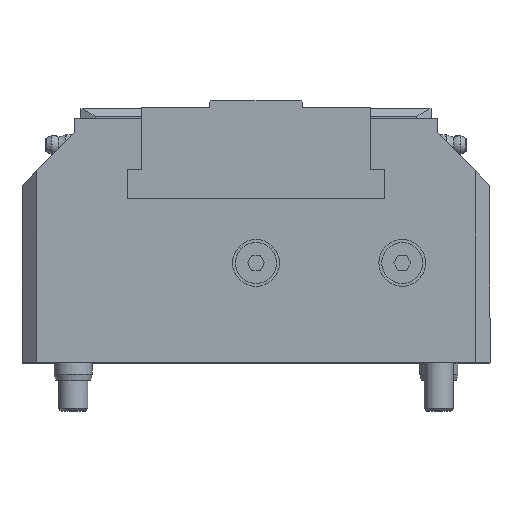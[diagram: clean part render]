
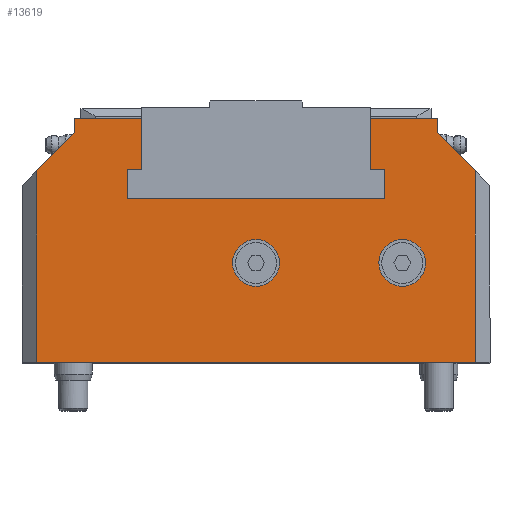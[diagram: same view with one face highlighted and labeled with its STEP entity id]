
A CAD part, top view. The second image highlights one B-rep face of the part: STEP entity #13619.
In plain terms, the highlighted face is planar.
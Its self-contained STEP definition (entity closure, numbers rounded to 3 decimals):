
#497=FACE_BOUND('',#2671,.T.);
#498=FACE_BOUND('',#2672,.T.);
#628=PLANE('',#14595);
#1872=FACE_OUTER_BOUND('',#2670,.T.);
#2670=EDGE_LOOP('',(#9642,#9643,#9644,#9645,#9646,#9647,#9648,#9649,#9650,
#9651,#9652,#9653,#9654,#9655,#9656,#9657));
#2671=EDGE_LOOP('',(#9658));
#2672=EDGE_LOOP('',(#9659));
#3599=LINE('',#19826,#4739);
#3600=LINE('',#19828,#4740);
#3601=LINE('',#19830,#4741);
#3602=LINE('',#19832,#4742);
#3603=LINE('',#19834,#4743);
#3604=LINE('',#19836,#4744);
#3605=LINE('',#19838,#4745);
#3606=LINE('',#19840,#4746);
#3607=LINE('',#19842,#4747);
#3608=LINE('',#19844,#4748);
#3609=LINE('',#19846,#4749);
#3610=LINE('',#19848,#4750);
#3611=LINE('',#19850,#4751);
#3612=LINE('',#19852,#4752);
#3613=LINE('',#19854,#4753);
#3614=LINE('',#19855,#4754);
#4739=VECTOR('',#15967,10.);
#4740=VECTOR('',#15968,10.);
#4741=VECTOR('',#15969,10.);
#4742=VECTOR('',#15970,10.);
#4743=VECTOR('',#15971,10.);
#4744=VECTOR('',#15972,10.);
#4745=VECTOR('',#15973,10.);
#4746=VECTOR('',#15974,10.);
#4747=VECTOR('',#15975,10.);
#4748=VECTOR('',#15976,10.);
#4749=VECTOR('',#15977,10.);
#4750=VECTOR('',#15978,10.);
#4751=VECTOR('',#15979,10.);
#4752=VECTOR('',#15980,10.);
#4753=VECTOR('',#15981,10.);
#4754=VECTOR('',#15982,10.);
#5881=CIRCLE('',#14596,8.);
#5882=CIRCLE('',#14597,8.);
#6429=VERTEX_POINT('',#19824);
#6430=VERTEX_POINT('',#19825);
#6431=VERTEX_POINT('',#19827);
#6432=VERTEX_POINT('',#19829);
#6433=VERTEX_POINT('',#19831);
#6434=VERTEX_POINT('',#19833);
#6435=VERTEX_POINT('',#19835);
#6436=VERTEX_POINT('',#19837);
#6437=VERTEX_POINT('',#19839);
#6438=VERTEX_POINT('',#19841);
#6439=VERTEX_POINT('',#19843);
#6440=VERTEX_POINT('',#19845);
#6441=VERTEX_POINT('',#19847);
#6442=VERTEX_POINT('',#19849);
#6443=VERTEX_POINT('',#19851);
#6444=VERTEX_POINT('',#19853);
#6445=VERTEX_POINT('',#19856);
#6446=VERTEX_POINT('',#19858);
#7701=EDGE_CURVE('',#6429,#6430,#3599,.T.);
#7702=EDGE_CURVE('',#6430,#6431,#3600,.T.);
#7703=EDGE_CURVE('',#6431,#6432,#3601,.T.);
#7704=EDGE_CURVE('',#6432,#6433,#3602,.T.);
#7705=EDGE_CURVE('',#6433,#6434,#3603,.T.);
#7706=EDGE_CURVE('',#6435,#6434,#3604,.T.);
#7707=EDGE_CURVE('',#6436,#6435,#3605,.T.);
#7708=EDGE_CURVE('',#6437,#6436,#3606,.T.);
#7709=EDGE_CURVE('',#6437,#6438,#3607,.T.);
#7710=EDGE_CURVE('',#6439,#6438,#3608,.T.);
#7711=EDGE_CURVE('',#6440,#6439,#3609,.T.);
#7712=EDGE_CURVE('',#6441,#6440,#3610,.T.);
#7713=EDGE_CURVE('',#6441,#6442,#3611,.T.);
#7714=EDGE_CURVE('',#6443,#6442,#3612,.T.);
#7715=EDGE_CURVE('',#6444,#6443,#3613,.T.);
#7716=EDGE_CURVE('',#6444,#6429,#3614,.T.);
#7717=EDGE_CURVE('',#6445,#6445,#5881,.T.);
#7718=EDGE_CURVE('',#6446,#6446,#5882,.T.);
#9642=ORIENTED_EDGE('',*,*,#7701,.T.);
#9643=ORIENTED_EDGE('',*,*,#7702,.T.);
#9644=ORIENTED_EDGE('',*,*,#7703,.T.);
#9645=ORIENTED_EDGE('',*,*,#7704,.T.);
#9646=ORIENTED_EDGE('',*,*,#7705,.T.);
#9647=ORIENTED_EDGE('',*,*,#7706,.F.);
#9648=ORIENTED_EDGE('',*,*,#7707,.F.);
#9649=ORIENTED_EDGE('',*,*,#7708,.F.);
#9650=ORIENTED_EDGE('',*,*,#7709,.T.);
#9651=ORIENTED_EDGE('',*,*,#7710,.F.);
#9652=ORIENTED_EDGE('',*,*,#7711,.F.);
#9653=ORIENTED_EDGE('',*,*,#7712,.F.);
#9654=ORIENTED_EDGE('',*,*,#7713,.T.);
#9655=ORIENTED_EDGE('',*,*,#7714,.F.);
#9656=ORIENTED_EDGE('',*,*,#7715,.F.);
#9657=ORIENTED_EDGE('',*,*,#7716,.T.);
#9658=ORIENTED_EDGE('',*,*,#7717,.T.);
#9659=ORIENTED_EDGE('',*,*,#7718,.T.);
#13619=ADVANCED_FACE('',(#1872,#497,#498),#628,.T.);
#14595=AXIS2_PLACEMENT_3D('',#19823,#15965,#15966);
#14596=AXIS2_PLACEMENT_3D('',#19857,#15983,#15984);
#14597=AXIS2_PLACEMENT_3D('',#19859,#15985,#15986);
#15965=DIRECTION('center_axis',(0.,0.,
-1.));
#15966=DIRECTION('ref_axis',(-1.,0.,0.));
#15967=DIRECTION('',(-1.,0.,0.));
#15968=DIRECTION('',(0.,-1.,0.));
#15969=DIRECTION('',(1.,0.,0.));
#15970=DIRECTION('',(0.,1.,0.));
#15971=DIRECTION('',(-1.,0.,0.));
#15972=DIRECTION('',(0.,-1.,0.));
#15973=DIRECTION('',(-1.,0.,0.));
#15974=DIRECTION('',(0.,1.,0.));
#15975=DIRECTION('',(0.707,-0.707,0.));
#15976=DIRECTION('',(0.,1.,0.));
#15977=DIRECTION('',(1.,0.,0.));
#15978=DIRECTION('',(0.,-1.,0.));
#15979=DIRECTION('',(0.707,0.707,0.));
#15980=DIRECTION('',(0.,-1.,0.));
#15981=DIRECTION('',(-1.,0.,0.));
#15982=DIRECTION('',(0.,-1.,0.));
#15983=DIRECTION('center_axis',(0.,0.,
1.));
#15984=DIRECTION('ref_axis',(-1.,0.,0.));
#15985=DIRECTION('center_axis',(0.,0.,
1.));
#15986=DIRECTION('ref_axis',(-1.,0.,0.));
#19823=CARTESIAN_POINT('Origin',(-0.661,42.308,55.79));
#19824=CARTESIAN_POINT('',(38.339,66.491,55.79));
#19825=CARTESIAN_POINT('',(33.339,66.491,55.79));
#19826=CARTESIAN_POINT('',(16.339,66.491,55.79));
#19827=CARTESIAN_POINT('',(33.339,56.491,55.79));
#19828=CARTESIAN_POINT('',(33.339,49.4,55.79));
#19829=CARTESIAN_POINT('',(121.339,56.491,55.79));
#19830=CARTESIAN_POINT('',(60.339,56.491,55.79));
#19831=CARTESIAN_POINT('',(121.339,66.491,55.79));
#19832=CARTESIAN_POINT('',(121.339,54.4,55.79));
#19833=CARTESIAN_POINT('',(116.339,66.491,55.79));
#19834=CARTESIAN_POINT('',(57.839,66.491,55.79));
#19835=CARTESIAN_POINT('',(116.339,83.991,55.79));
#19836=CARTESIAN_POINT('',(116.339,70.866,55.79));
#19837=CARTESIAN_POINT('',(139.339,83.991,55.79));
#19838=CARTESIAN_POINT('',(139.339,83.991,55.79));
#19839=CARTESIAN_POINT('',(139.339,78.991,55.79));
#19840=CARTESIAN_POINT('',(139.339,73.991,55.79));
#19841=CARTESIAN_POINT('',(152.339,65.991,55.79));
#19842=CARTESIAN_POINT('',(122.509,95.82,55.79));
#19843=CARTESIAN_POINT('',(152.339,0.491,55.79));
#19844=CARTESIAN_POINT('',(152.339,21.4,55.79));
#19845=CARTESIAN_POINT('',(2.339,0.491,55.79));
#19846=CARTESIAN_POINT('',(-158.661,0.491,55.79));
#19847=CARTESIAN_POINT('',(2.339,65.991,55.79));
#19848=CARTESIAN_POINT('',(2.339,76.733,55.79));
#19849=CARTESIAN_POINT('',(15.339,78.991,55.79));
#19850=CARTESIAN_POINT('',(-0.332,63.32,55.79));
#19851=CARTESIAN_POINT('',(15.339,83.991,55.79));
#19852=CARTESIAN_POINT('',(15.339,83.991,55.79));
#19853=CARTESIAN_POINT('',(38.339,83.991,55.79));
#19854=CARTESIAN_POINT('',(139.339,83.991,55.79));
#19855=CARTESIAN_POINT('',(38.339,54.4,55.79));
#19856=CARTESIAN_POINT('',(35.339,34.491,55.79));
#19857=CARTESIAN_POINT('Origin',(27.339,34.491,55.79));
#19858=CARTESIAN_POINT('',(85.339,34.491,55.79));
#19859=CARTESIAN_POINT('Origin',(77.339,34.491,55.79));
